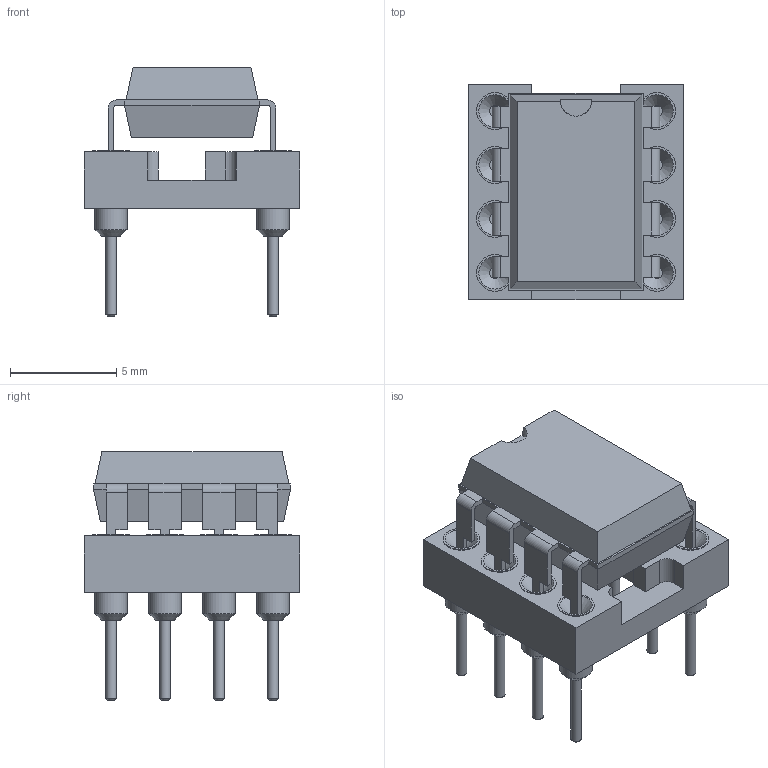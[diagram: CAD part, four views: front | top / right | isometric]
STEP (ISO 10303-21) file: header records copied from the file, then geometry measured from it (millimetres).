
FILE_DESCRIPTION(/* description */ (''),/* implementation_level */ '2;1');
FILE_NAME(/* name */ 'DIP-8-Socketed_W7.62.step',/* time_stamp */ '2024-02-06T06:59:48+11:00',/* author */ (''),/* organization */ (''),/* preprocessor_version */ 'ST-DEVELOPER v20',/* originating_system */ 'Autodesk Translation Framework v12.20.1.177',/* authorisation */ '');
FILE_SCHEMA (('AUTOMOTIVE_DESIGN { 1 0 10303 214 3 1 1 }'));
Length unit declared in the file: millimetre
Products named in the file (3): DIP-8; DIP-8_W7.62mm_Socket v1; DIP-8_W7.62mm v1
Assembly tree (2 placements, depth 2):
  DIP-8
    DIP-8_W7.62mm_Socket v1
    DIP-8_W7.62mm v1
Bounding box: 10.16 x 10.16 x 11.71 mm (x, y, z)
Volume: 393.5 mm3; surface area: 735.2 mm2
Topology: 2 solids, 2 shells, 276 faces, 636 edges, 403 vertices
Faces by surface type: plane 195, cylinder 57, cone 24
Full cylindrical faces by diameter (mm): 0.508 x16, 1.524 x8, 1.724 x8
Entity records: 8090 total; most frequent: DIRECTION 1346, CARTESIAN_POINT 1320, ORIENTED_EDGE 1272, EDGE_CURVE 636, LINE 488, VECTOR 488, AXIS2_PLACEMENT_3D 429, VERTEX_POINT 403
